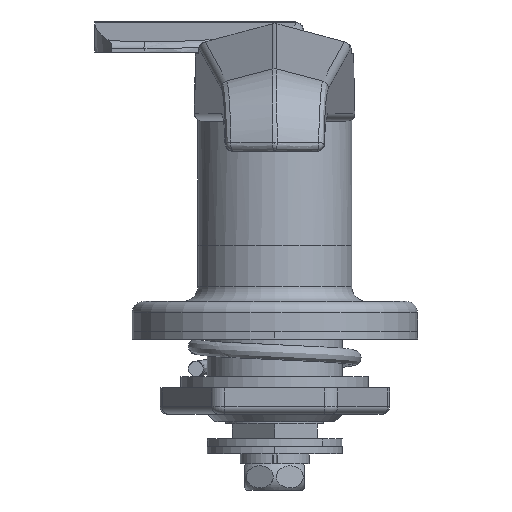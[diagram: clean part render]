
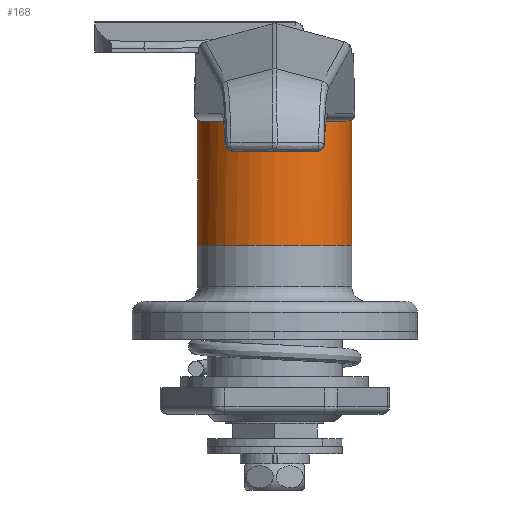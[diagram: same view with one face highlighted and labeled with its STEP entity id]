
A CAD part, front view. The second image highlights one B-rep face of the part: STEP entity #168.
In plain terms, the highlighted cylindrical face has radius 10.25 mm (diameter 20.5 mm), a partial arc.
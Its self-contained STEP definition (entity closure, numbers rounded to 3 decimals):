
#168 = ADVANCED_FACE ( 'NONE', ( #9395 ), #9400, .T. ) ;
#244 = B_SPLINE_CURVE_WITH_KNOTS ( 'NONE', 3,
 ( #7386, #7387, #7388, #7389 ),
 .UNSPECIFIED., .F., .F.,
 ( 4, 4 ),
 ( 0.004, 0.004 ),
 .UNSPECIFIED. ) ;
#245 = B_SPLINE_CURVE_WITH_KNOTS ( 'NONE', 3,
 ( #7399, #7400, #7401, #7402, #7403, #7404, #7405, #7406 ),
 .UNSPECIFIED., .F., .F.,
 ( 4, 2, 2, 4 ),
 ( 0.002, 0.004, 0.005, 0.005 ),
 .UNSPECIFIED. ) ;
#274 = B_SPLINE_CURVE_WITH_KNOTS ( 'NONE', 3,
 ( #7888, #7892, #7893, #7894, #7895, #7896 ),
 .UNSPECIFIED., .F., .F.,
 ( 4, 2, 4 ),
 ( 0.011, 0.013, 0.014 ),
 .UNSPECIFIED. ) ;
#278 = B_SPLINE_CURVE_WITH_KNOTS ( 'NONE', 3,
 ( #7941, #7942, #7943, #7944 ),
 .UNSPECIFIED., .F., .F.,
 ( 4, 4 ),
 ( 0., 0.001 ),
 .UNSPECIFIED. ) ;
#592 = EDGE_CURVE ( 'NONE', #10325, #10326, #12186, .T. ) ;
#872 = EDGE_LOOP ( 'NONE', ( #9854, #9855, #9853, #9857, #9856, #9858, #9859, #9860 ) ) ;
#2800 = CARTESIAN_POINT ( 'NONE',  ( 0., 0., -16.5 ) ) ;
#2801 = DIRECTION ( 'NONE',  ( 0., 0., 1. ) ) ;
#2802 = DIRECTION ( 'NONE',  ( 1., 0., 0. ) ) ;
#4744 = CARTESIAN_POINT ( 'NONE',  ( 0., 0., 2. ) ) ;
#4745 = DIRECTION ( 'NONE',  ( 0., 0., 1. ) ) ;
#4746 = DIRECTION ( 'NONE',  ( 1., 0., 0. ) ) ;
#6988 = CARTESIAN_POINT ( 'NONE',  ( 10.216, -0.829, 0.179 ) ) ;
#6993 = CARTESIAN_POINT ( 'NONE',  ( -10.216, -0.829, 0.179 ) ) ;
#7003 = CARTESIAN_POINT ( 'NONE',  ( 9.399, -4.089, 0. ) ) ;
#7004 = CARTESIAN_POINT ( 'NONE',  ( -9.399, -4.089, 0. ) ) ;
#7013 = CARTESIAN_POINT ( 'NONE',  ( 10.25, 0., 0.167 ) ) ;
#7016 = CARTESIAN_POINT ( 'NONE',  ( -10.25, 0., 0.167 ) ) ;
#7017 = CARTESIAN_POINT ( 'NONE',  ( -10.25, 0., -16.5 ) ) ;
#7018 = CARTESIAN_POINT ( 'NONE',  ( 10.25, 0., -16.5 ) ) ;
#7386 = CARTESIAN_POINT ( 'NONE',  ( -10.25, 0., 0.167 ) ) ;
#7387 = CARTESIAN_POINT ( 'NONE',  ( -10.25, -0.276, 0.176 ) ) ;
#7388 = CARTESIAN_POINT ( 'NONE',  ( -10.239, -0.552, 0.18 ) ) ;
#7389 = CARTESIAN_POINT ( 'NONE',  ( -10.216, -0.829, 0.179 ) ) ;
#7399 = CARTESIAN_POINT ( 'NONE',  ( -10.216, -0.829, 0.179 ) ) ;
#7400 = CARTESIAN_POINT ( 'NONE',  ( -10.171, -1.395, 0.176 ) ) ;
#7401 = CARTESIAN_POINT ( 'NONE',  ( -10.079, -1.948, 0.138 ) ) ;
#7402 = CARTESIAN_POINT ( 'NONE',  ( -9.875, -2.763, 0.071 ) ) ;
#7403 = CARTESIAN_POINT ( 'NONE',  ( -9.796, -3.031, 0.048 ) ) ;
#7404 = CARTESIAN_POINT ( 'NONE',  ( -9.615, -3.564, 0.013 ) ) ;
#7405 = CARTESIAN_POINT ( 'NONE',  ( -9.512, -3.829, 0. ) ) ;
#7406 = CARTESIAN_POINT ( 'NONE',  ( -9.399, -4.089, 0. ) ) ;
#7499 = CARTESIAN_POINT ( 'NONE',  ( 0., 0., 0. ) ) ;
#7515 = DIRECTION ( 'NONE',  ( 0., 0., 1. ) ) ;
#7516 = DIRECTION ( 'NONE',  ( -1., 0., 0. ) ) ;
#7542 = LINE ( 'NONE', #7543, #11606 ) ;
#7543 = CARTESIAN_POINT ( 'NONE',  ( 10.25, 0., 2. ) ) ;
#7544 = DIRECTION ( 'NONE',  ( 0., 0., 1. ) ) ;
#7563 = LINE ( 'NONE', #7564, #11608 ) ;
#7564 = CARTESIAN_POINT ( 'NONE',  ( -10.25, 0., 2. ) ) ;
#7565 = DIRECTION ( 'NONE',  ( 0., 0., 1. ) ) ;
#7888 = CARTESIAN_POINT ( 'NONE',  ( 9.399, -4.089, 0. ) ) ;
#7892 = CARTESIAN_POINT ( 'NONE',  ( 9.623, -3.573, 0. ) ) ;
#7893 = CARTESIAN_POINT ( 'NONE',  ( 9.805, -3.042, 0.049 ) ) ;
#7894 = CARTESIAN_POINT ( 'NONE',  ( 10.079, -1.947, 0.138 ) ) ;
#7895 = CARTESIAN_POINT ( 'NONE',  ( 10.171, -1.392, 0.176 ) ) ;
#7896 = CARTESIAN_POINT ( 'NONE',  ( 10.216, -0.829, 0.179 ) ) ;
#7941 = CARTESIAN_POINT ( 'NONE',  ( 10.216, -0.829, 0.179 ) ) ;
#7942 = CARTESIAN_POINT ( 'NONE',  ( 10.239, -0.552, 0.18 ) ) ;
#7943 = CARTESIAN_POINT ( 'NONE',  ( 10.25, -0.276, 0.176 ) ) ;
#7944 = CARTESIAN_POINT ( 'NONE',  ( 10.25, 0., 0.167 ) ) ;
#9395 = FACE_OUTER_BOUND ( 'NONE', #872, .T. ) ;
#9400 = CYLINDRICAL_SURFACE ( 'NONE', #9402, 10.25 ) ;
#9402 = AXIS2_PLACEMENT_3D ( 'NONE', #4744, #4745, #4746 ) ;
#9853 = ORIENTED_EDGE ( 'NONE', *, *, #12488, .T. ) ;
#9854 = ORIENTED_EDGE ( 'NONE', *, *, #12493, .F. ) ;
#9855 = ORIENTED_EDGE ( 'NONE', *, *, #592, .T. ) ;
#9856 = ORIENTED_EDGE ( 'NONE', *, *, #12562, .F. ) ;
#9857 = ORIENTED_EDGE ( 'NONE', *, *, #12567, .F. ) ;
#9858 = ORIENTED_EDGE ( 'NONE', *, *, #12479, .F. ) ;
#9859 = ORIENTED_EDGE ( 'NONE', *, *, #12464, .F. ) ;
#9860 = ORIENTED_EDGE ( 'NONE', *, *, #12460, .F. ) ;
#10296 = VERTEX_POINT ( 'NONE', #6988 ) ;
#10301 = VERTEX_POINT ( 'NONE', #6993 ) ;
#10311 = VERTEX_POINT ( 'NONE', #7003 ) ;
#10312 = VERTEX_POINT ( 'NONE', #7004 ) ;
#10321 = VERTEX_POINT ( 'NONE', #7013 ) ;
#10324 = VERTEX_POINT ( 'NONE', #7016 ) ;
#10325 = VERTEX_POINT ( 'NONE', #7017 ) ;
#10326 = VERTEX_POINT ( 'NONE', #7018 ) ;
#11593 = AXIS2_PLACEMENT_3D ( 'NONE', #7499, #7515, #7516 ) ;
#11606 = VECTOR ( 'NONE', #7544, 1000. ) ;
#11608 = VECTOR ( 'NONE', #7565, 1000. ) ;
#11962 = AXIS2_PLACEMENT_3D ( 'NONE', #2800, #2801, #2802 ) ;
#12186 = CIRCLE ( 'NONE', #11962, 10.25 ) ;
#12258 = CIRCLE ( 'NONE', #11593, 10.25 ) ;
#12460 = EDGE_CURVE ( 'NONE', #10324, #10301, #244, .T. ) ;
#12464 = EDGE_CURVE ( 'NONE', #10301, #10312, #245, .T. ) ;
#12479 = EDGE_CURVE ( 'NONE', #10312, #10311, #12258, .T. ) ;
#12488 = EDGE_CURVE ( 'NONE', #10326, #10321, #7542, .T. ) ;
#12493 = EDGE_CURVE ( 'NONE', #10325, #10324, #7563, .T. ) ;
#12562 = EDGE_CURVE ( 'NONE', #10311, #10296, #274, .T. ) ;
#12567 = EDGE_CURVE ( 'NONE', #10296, #10321, #278, .T. ) ;
